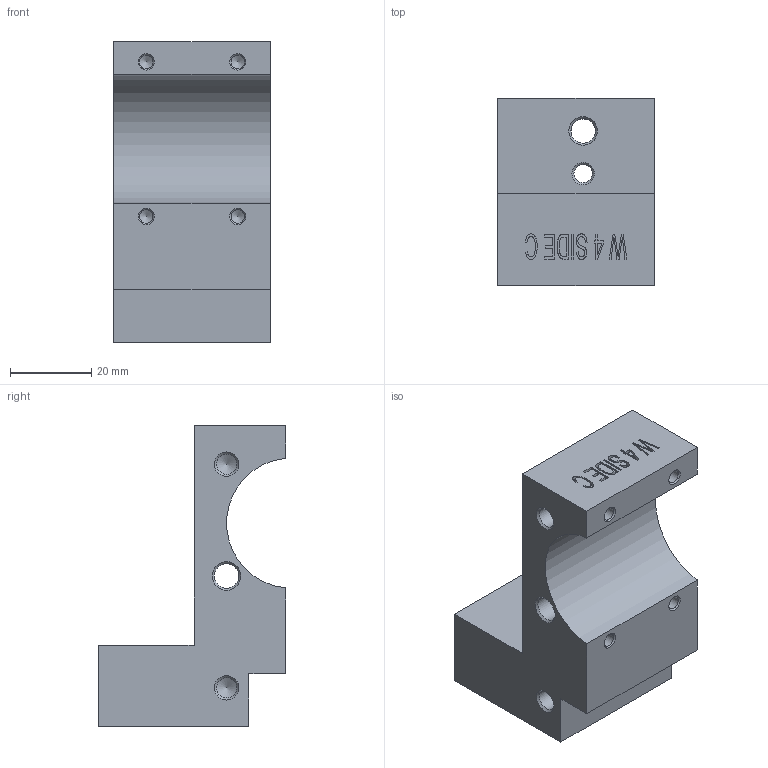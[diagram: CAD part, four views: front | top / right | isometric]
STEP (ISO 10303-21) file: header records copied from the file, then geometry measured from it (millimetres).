
FILE_DESCRIPTION(/* description */ (''),/* implementation_level */ '2;1');
FILE_NAME(/* name */ 'GETOUT_STAVE_119.stp',/* time_stamp */ '2018-09-20T14:10:27+02:00',/* author */ (''),/* organization */ (''),/* preprocessor_version */ 'ST-DEVELOPER v16.7',/* originating_system */ 'SIEMENS PLM Software NX 12.0',/* authorisation */ '');
FILE_SCHEMA (('AUTOMOTIVE_DESIGN { 1 0 10303 214 3 1 1 1 }'));
Length unit declared in the file: millimetre
Products named in the file (1): bezA730AE56cd2d
Bounding box: 38.5 x 46 x 74 mm (x, y, z)
Volume: 60259.9 mm3; surface area: 16265.1 mm2
Topology: 1 solids, 1 shells, 224 faces, 581 edges, 384 vertices
Faces by surface type: plane 166, extrusion 28, cone 19, cylinder 11
Full cylindrical faces by diameter (mm): 3.3 x4, 4.5 x1, 5 x2, 6 x3
Entity records: 7706 total; most frequent: CARTESIAN_POINT 2967, ORIENTED_EDGE 1074, DIRECTION 678, EDGE_CURVE 537, VERTEX_POINT 375, B_SPLINE_CURVE_WITH_KNOTS 344, EDGE_LOOP 284, AXIS2_PLACEMENT_3D 232
